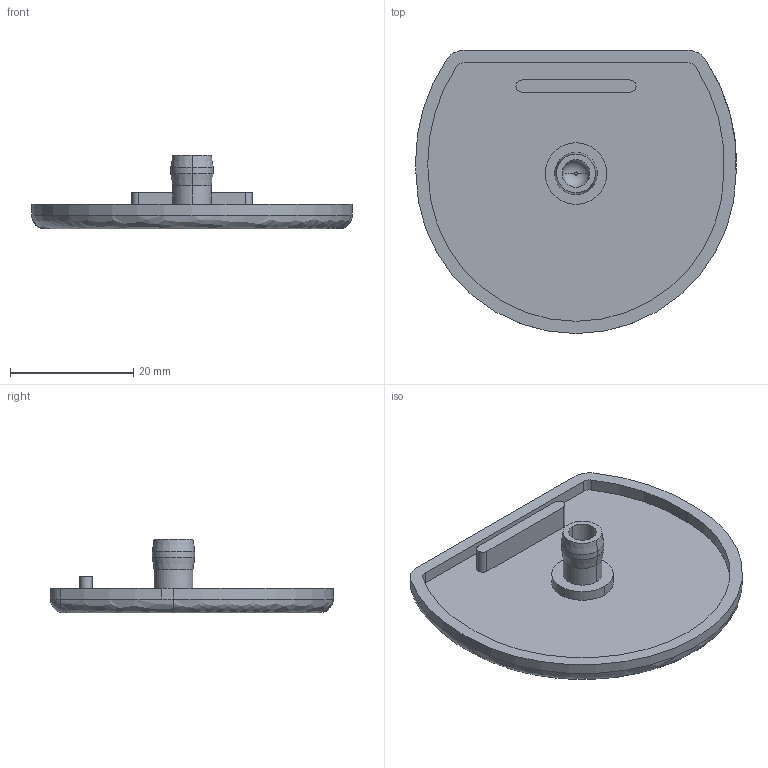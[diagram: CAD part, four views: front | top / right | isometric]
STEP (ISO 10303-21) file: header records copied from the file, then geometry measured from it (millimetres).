
FILE_DESCRIPTION (( 'STEP AP214' ), '1' );
FILE_NAME ('SZ0060S Profile Cap Hand Rail.STEP', '2021-10-21T12:10:04', ( '' ), ( '' ), 'SwSTEP 2.0', 'SolidWorks 2021', '' );
FILE_SCHEMA (( 'AUTOMOTIVE_DESIGN' ));
Length unit declared in the file: millimetre
Products named in the file (1): SZ0060S Profile Cap Hand Rail
Bounding box: 52.12 x 46 x 12 mm (x, y, z)
Volume: 4967.6 mm3; surface area: 5352.1 mm2
Topology: 1 solids, 1 shells, 53 faces, 124 edges, 78 vertices
Faces by surface type: cylinder 28, plane 11, bspline 6, cone 4, torus 4
Entity records: 1740 total; most frequent: CARTESIAN_POINT 482, DIRECTION 276, ORIENTED_EDGE 248, EDGE_CURVE 124, AXIS2_PLACEMENT_3D 116, VERTEX_POINT 78, CIRCLE 68, EDGE_LOOP 58
